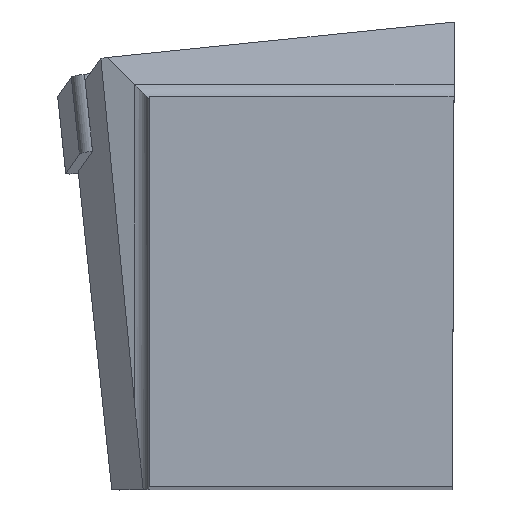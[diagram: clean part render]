
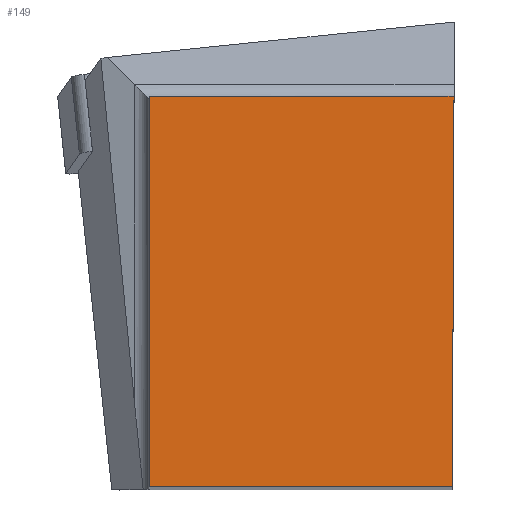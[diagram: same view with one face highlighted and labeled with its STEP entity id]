
A CAD part, top view. The second image highlights one B-rep face of the part: STEP entity #149.
In plain terms, the highlighted planar face has unit normal (0, 0, 1).
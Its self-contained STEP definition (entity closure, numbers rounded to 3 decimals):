
#120=FACE_OUTER_BOUND('',#327,.T.);
#149=ADVANCED_FACE('SHANK_FACE_BACK',(#120),#175,.F.);
#175=PLANE('',#726);
#216=LINE('',#1080,#272);
#223=LINE('',#1097,#279);
#229=LINE('',#1110,#285);
#230=LINE('',#1112,#286);
#272=VECTOR('',#838,1.);
#279=VECTOR('',#851,1.);
#285=VECTOR('',#865,1.);
#286=VECTOR('',#866,1.);
#327=EDGE_LOOP('',(#436,#437,#438,#439));
#436=ORIENTED_EDGE('',*,*,#599,.F.);
#437=ORIENTED_EDGE('',*,*,#583,.T.);
#438=ORIENTED_EDGE('',*,*,#592,.T.);
#439=ORIENTED_EDGE('',*,*,#600,.F.);
#523=VERTEX_POINT('',#1079);
#524=VERTEX_POINT('',#1081);
#530=VERTEX_POINT('',#1096);
#534=VERTEX_POINT('',#1111);
#583=EDGE_CURVE('',#524,#523,#216,.T.);
#592=EDGE_CURVE('',#523,#530,#223,.T.);
#599=EDGE_CURVE('',#524,#534,#229,.T.);
#600=EDGE_CURVE('',#534,#530,#230,.T.);
#726=AXIS2_PLACEMENT_3D('',#1113,#867,#868);
#838=DIRECTION('',(1.,0.,0.));
#851=DIRECTION('',(0.004,1.,0.));
#865=DIRECTION('',(0.,1.,0.));
#866=DIRECTION('',(1.,0.,0.));
#867=DIRECTION('',(0.,0.,-1.));
#868=DIRECTION('',(-0.995,-0.105,0.));
#1079=CARTESIAN_POINT('',(-0.139,0.,0.));
#1080=CARTESIAN_POINT('',(-35.441,0.,0.));
#1081=CARTESIAN_POINT('',(-24.875,0.,0.));
#1096=CARTESIAN_POINT('',(0.,31.85,0.));
#1097=CARTESIAN_POINT('',(-0.973,-191.232,0.));
#1110=CARTESIAN_POINT('',(-24.875,-7.092,0.));
#1111=CARTESIAN_POINT('',(-24.875,31.85,0.));
#1112=CARTESIAN_POINT('',(-35.441,31.85,0.));
#1113=CARTESIAN_POINT('',(0.,0.,0.));
